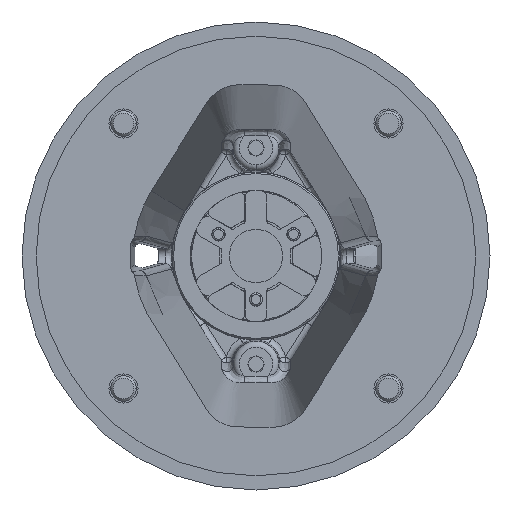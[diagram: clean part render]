
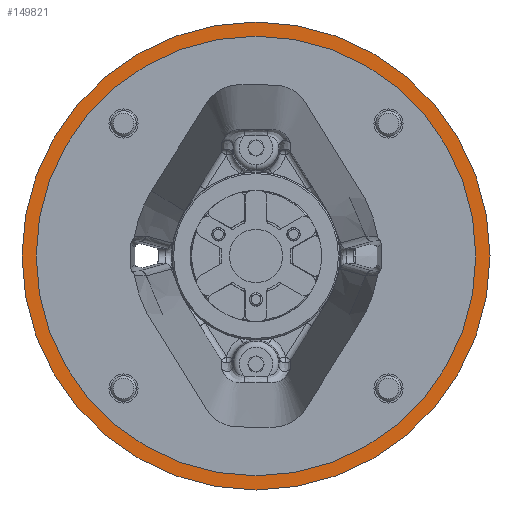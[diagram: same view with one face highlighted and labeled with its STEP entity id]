
A CAD part, left-side view. The second image highlights one B-rep face of the part: STEP entity #149821.
In plain terms, the highlighted planar face has unit normal (-1, 0, 0).
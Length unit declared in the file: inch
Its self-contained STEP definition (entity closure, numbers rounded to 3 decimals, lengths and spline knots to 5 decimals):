
#2760 = CIRCLE ( 'NONE', #43987, 4.52654 ) ;
#3843 = CARTESIAN_POINT ( 'NONE',  ( -8.355, 0., 0. ) ) ;
#18527 = CARTESIAN_POINT ( 'NONE',  ( -8.355, 0., -4.52654 ) ) ;
#22106 = ORIENTED_EDGE ( 'NONE', *, *, #102707, .T. ) ;
#29270 = CARTESIAN_POINT ( 'NONE',  ( -8.355, 0., 0. ) ) ;
#43140 = FACE_OUTER_BOUND ( 'NONE', #131581, .T. ) ;
#43340 = DIRECTION ( 'NONE',  ( 1., 0., 0. ) ) ;
#43987 = AXIS2_PLACEMENT_3D ( 'NONE', #29270, #63837, #60789 ) ;
#44351 = DIRECTION ( 'NONE',  ( 0., 0., -1. ) ) ;
#55556 = EDGE_LOOP ( 'NONE', ( #71298, #22106 ) ) ;
#60789 = DIRECTION ( 'NONE',  ( 0., 0., -1. ) ) ;
#61086 = VERTEX_POINT ( 'NONE', #70819 ) ;
#62029 = AXIS2_PLACEMENT_3D ( 'NONE', #134316, #122605, #74858 ) ;
#63837 = DIRECTION ( 'NONE',  ( 1., 0., 0. ) ) ;
#64864 = DIRECTION ( 'NONE',  ( 0., 0., -1. ) ) ;
#68267 = CARTESIAN_POINT ( 'NONE',  ( -8.355, 0., 4.52654 ) ) ;
#70819 = CARTESIAN_POINT ( 'NONE',  ( -8.355, 0., 4.2525 ) ) ;
#71297 = EDGE_CURVE ( 'NONE', #110164, #112536, #136398, .T. ) ;
#71298 = ORIENTED_EDGE ( 'NONE', *, *, #116046, .T. ) ;
#74858 = DIRECTION ( 'NONE',  ( 0., 0., -1. ) ) ;
#76058 = CARTESIAN_POINT ( 'NONE',  ( -8.355, 0., 0. ) ) ;
#76898 = ORIENTED_EDGE ( 'NONE', *, *, #86447, .F. ) ;
#78948 = CARTESIAN_POINT ( 'NONE',  ( -8.355, 0., 0. ) ) ;
#86447 = EDGE_CURVE ( 'NONE', #112536, #110164, #2760, .T. ) ;
#96841 = DIRECTION ( 'NONE',  ( 1., 0., 0. ) ) ;
#97349 = DIRECTION ( 'NONE',  ( 0., 0., -1. ) ) ;
#98121 = CIRCLE ( 'NONE', #108523, 4.2525 ) ;
#99407 = DIRECTION ( 'NONE',  ( 1., 0., 0. ) ) ;
#102707 = EDGE_CURVE ( 'NONE', #61086, #113356, #129658, .T. ) ;
#108523 = AXIS2_PLACEMENT_3D ( 'NONE', #76058, #99407, #64864 ) ;
#110164 = VERTEX_POINT ( 'NONE', #18527 ) ;
#112536 = VERTEX_POINT ( 'NONE', #68267 ) ;
#112981 = CARTESIAN_POINT ( 'NONE',  ( -8.355, 0., -4.2525 ) ) ;
#113356 = VERTEX_POINT ( 'NONE', #112981 ) ;
#116046 = EDGE_CURVE ( 'NONE', #113356, #61086, #98121, .T. ) ;
#122605 = DIRECTION ( 'NONE',  ( 1., 0., 0. ) ) ;
#123111 = PLANE ( 'NONE',  #62029 ) ;
#129658 = CIRCLE ( 'NONE', #146137, 4.2525 ) ;
#131581 = EDGE_LOOP ( 'NONE', ( #76898, #133777 ) ) ;
#133777 = ORIENTED_EDGE ( 'NONE', *, *, #71297, .F. ) ;
#134316 = CARTESIAN_POINT ( 'NONE',  ( -8.355, 4.2525, 0. ) ) ;
#136398 = CIRCLE ( 'NONE', #146166, 4.52654 ) ;
#139570 = FACE_BOUND ( 'NONE', #55556, .T. ) ;
#146137 = AXIS2_PLACEMENT_3D ( 'NONE', #3843, #96841, #97349 ) ;
#146166 = AXIS2_PLACEMENT_3D ( 'NONE', #78948, #43340, #44351 ) ;
#149821 = ADVANCED_FACE ( 'NONE', ( #139570, #43140 ), #123111, .F. ) ;
